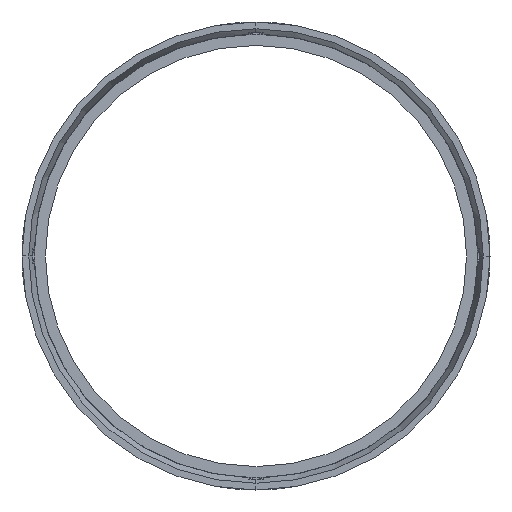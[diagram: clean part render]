
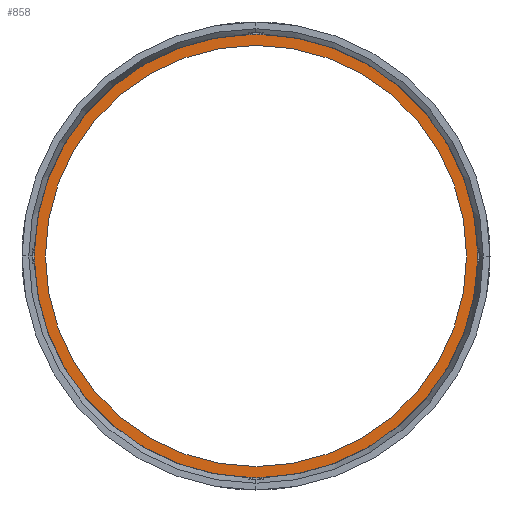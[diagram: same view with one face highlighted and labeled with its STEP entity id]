
A CAD part, left-side view. The second image highlights one B-rep face of the part: STEP entity #858.
In plain terms, the highlighted planar face has unit normal (-1, 0, 0).
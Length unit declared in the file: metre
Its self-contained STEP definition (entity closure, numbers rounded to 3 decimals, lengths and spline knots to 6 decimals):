
#43 = VERTEX_POINT ( 'NONE', #1352 ) ;
#77 = CARTESIAN_POINT ( 'NONE',  ( 0.041823, 0., 0. ) ) ;
#137 = CARTESIAN_POINT ( 'NONE',  ( 0.041823, 0., 0.0675 ) ) ;
#499 = PLANE ( 'NONE',  #1738 ) ;
#548 = DIRECTION ( 'NONE',  ( 1., 0., 0. ) ) ;
#720 = DIRECTION ( 'NONE',  ( 0., 0., -1. ) ) ;
#748 = CARTESIAN_POINT ( 'NONE',  ( 0.041823, 0., 0. ) ) ;
#858 = ADVANCED_FACE ( 'NONE', ( #2651, #915 ), #499, .F. ) ;
#885 = EDGE_CURVE ( 'NONE', #1924, #1652, #2646, .T. ) ;
#915 = FACE_BOUND ( 'NONE', #2794, .T. ) ;
#987 = AXIS2_PLACEMENT_3D ( 'NONE', #1295, #2617, #2406 ) ;
#989 = AXIS2_PLACEMENT_3D ( 'NONE', #77, #2649, #1799 ) ;
#991 = AXIS2_PLACEMENT_3D ( 'NONE', #999, #2306, #1853 ) ;
#999 = CARTESIAN_POINT ( 'NONE',  ( 0.041823, 0., 0. ) ) ;
#1158 = CARTESIAN_POINT ( 'NONE',  ( 0.041823, 0., 0. ) ) ;
#1202 = DIRECTION ( 'NONE',  ( -1., 0., 0. ) ) ;
#1225 = ORIENTED_EDGE ( 'NONE', *, *, #2041, .F. ) ;
#1255 = CIRCLE ( 'NONE', #989, 0.0711 ) ;
#1295 = CARTESIAN_POINT ( 'NONE',  ( 0.041823, 0., 0. ) ) ;
#1333 = AXIS2_PLACEMENT_3D ( 'NONE', #1158, #1202, #720 ) ;
#1352 = CARTESIAN_POINT ( 'NONE',  ( 0.041823, 0., 0.0711 ) ) ;
#1373 = ORIENTED_EDGE ( 'NONE', *, *, #2508, .F. ) ;
#1376 = CARTESIAN_POINT ( 'NONE',  ( 0.041823, 0., -0.0675 ) ) ;
#1543 = ORIENTED_EDGE ( 'NONE', *, *, #885, .F. ) ;
#1652 = VERTEX_POINT ( 'NONE', #137 ) ;
#1704 = CIRCLE ( 'NONE', #991, 0.0675 ) ;
#1720 = VERTEX_POINT ( 'NONE', #2752 ) ;
#1734 = EDGE_LOOP ( 'NONE', ( #2264, #1225 ) ) ;
#1738 = AXIS2_PLACEMENT_3D ( 'NONE', #748, #548, #2632 ) ;
#1799 = DIRECTION ( 'NONE',  ( 0., 0., -1. ) ) ;
#1813 = EDGE_CURVE ( 'NONE', #43, #1720, #1839, .T. ) ;
#1839 = CIRCLE ( 'NONE', #987, 0.0711 ) ;
#1853 = DIRECTION ( 'NONE',  ( 0., 0., -1. ) ) ;
#1924 = VERTEX_POINT ( 'NONE', #1376 ) ;
#2041 = EDGE_CURVE ( 'NONE', #1720, #43, #1255, .T. ) ;
#2264 = ORIENTED_EDGE ( 'NONE', *, *, #1813, .F. ) ;
#2306 = DIRECTION ( 'NONE',  ( -1., 0., 0. ) ) ;
#2406 = DIRECTION ( 'NONE',  ( 0., 0., -1. ) ) ;
#2508 = EDGE_CURVE ( 'NONE', #1652, #1924, #1704, .T. ) ;
#2617 = DIRECTION ( 'NONE',  ( 1., 0., 0. ) ) ;
#2632 = DIRECTION ( 'NONE',  ( 0., 0., -1. ) ) ;
#2646 = CIRCLE ( 'NONE', #1333, 0.0675 ) ;
#2649 = DIRECTION ( 'NONE',  ( 1., 0., 0. ) ) ;
#2651 = FACE_OUTER_BOUND ( 'NONE', #1734, .T. ) ;
#2752 = CARTESIAN_POINT ( 'NONE',  ( 0.041823, 0., -0.0711 ) ) ;
#2794 = EDGE_LOOP ( 'NONE', ( #1373, #1543 ) ) ;
